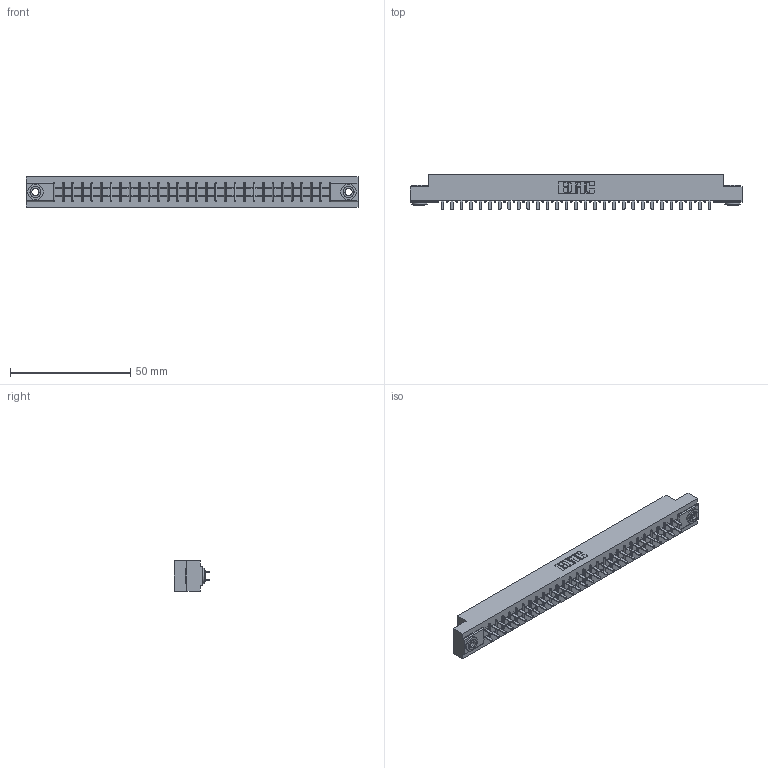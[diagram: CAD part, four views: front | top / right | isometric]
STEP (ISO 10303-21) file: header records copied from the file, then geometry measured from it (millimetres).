
FILE_DESCRIPTION (( 'STEP AP203' ), '1' );
FILE_NAME ('305-058-521-503.STEP', '2019-09-10T00:29:44', ( '' ), ( '' ), 'SwSTEP 2.0', 'SolidWorks 2016', '' );
FILE_SCHEMA (( 'CONFIG_CONTROL_DESIGN' ));
Length unit declared in the file: inch
Products named in the file (4): 345-250-002_345-250-002-102; 305-058-521-503; 305 Part_.156 Dia; 305-290-001_521
Assembly tree (61 placements, depth 2):
  305-058-521-503
    305 Part_.156 Dia
    305-290-001_521  x58
    345-250-002_345-250-002-102  x2
Bounding box: 137.92 x 14.86 x 12.7 mm (x, y, z)
Volume: 13856 mm3; surface area: 17950.4 mm2
Topology: 61 solids, 61 shells, 2836 faces, 8055 edges, 5210 vertices
Faces by surface type: plane 1658, cylinder 1054, sphere 116, cone 8
Entity records: 33927 total; most frequent: CARTESIAN_POINT 5594, ORIENTED_EDGE 5542, DIRECTION 5437, EDGE_CURVE 2771, LINE 2219, VECTOR 2219, VERTEX_POINT 1766, AXIS2_PLACEMENT_3D 1609
